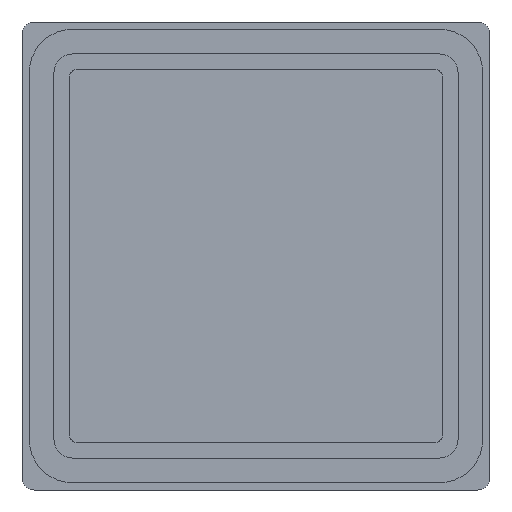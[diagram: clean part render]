
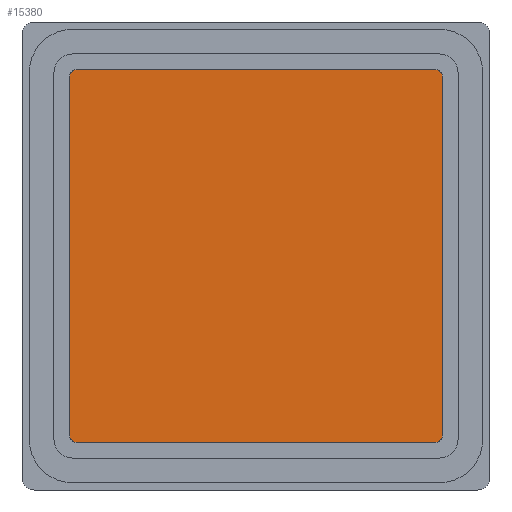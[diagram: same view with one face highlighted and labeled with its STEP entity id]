
A CAD part, front view. The second image highlights one B-rep face of the part: STEP entity #15380.
In plain terms, the highlighted planar face has unit normal (0, -1, 0).
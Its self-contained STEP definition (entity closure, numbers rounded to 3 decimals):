
#539 = EDGE_CURVE ( 'NONE', #10472, #15219, #6853, .T. ) ;
#768 = CARTESIAN_POINT ( 'NONE',  ( -14.65, 0.4, 15.15 ) ) ;
#1572 = ORIENTED_EDGE ( 'NONE', *, *, #9498, .F. ) ;
#1674 = AXIS2_PLACEMENT_3D ( 'NONE', #11142, #15132, #16422 ) ;
#1957 = ORIENTED_EDGE ( 'NONE', *, *, #16812, .T. ) ;
#1966 = CARTESIAN_POINT ( 'NONE',  ( 15.15, 0.4, -14.65 ) ) ;
#2447 = VECTOR ( 'NONE', #8254, 1000. ) ;
#2741 = CARTESIAN_POINT ( 'NONE',  ( 0., 0.4, 0. ) ) ;
#2934 = EDGE_LOOP ( 'NONE', ( #12668, #16835, #15919, #1957, #1572, #10566, #12111, #7888 ) ) ;
#3534 = CARTESIAN_POINT ( 'NONE',  ( 14.65, 0.4, -14.65 ) ) ;
#3638 = DIRECTION ( 'NONE',  ( -1., 0., 0. ) ) ;
#3775 = VERTEX_POINT ( 'NONE', #1966 ) ;
#3824 = VERTEX_POINT ( 'NONE', #8787 ) ;
#3847 = VECTOR ( 'NONE', #3638, 1000. ) ;
#4082 = VERTEX_POINT ( 'NONE', #13106 ) ;
#4681 = AXIS2_PLACEMENT_3D ( 'NONE', #9489, #5754, #13563 ) ;
#4841 = DIRECTION ( 'NONE',  ( 0., 0., 1. ) ) ;
#5754 = DIRECTION ( 'NONE',  ( 0., -1., 0. ) ) ;
#5902 = LINE ( 'NONE', #14944, #2447 ) ;
#5974 = DIRECTION ( 'NONE',  ( 0., 0., -1. ) ) ;
#6061 = AXIS2_PLACEMENT_3D ( 'NONE', #8888, #7550, #11508 ) ;
#6154 = EDGE_CURVE ( 'NONE', #11563, #3824, #7005, .T. ) ;
#6195 = VECTOR ( 'NONE', #5974, 1000. ) ;
#6207 = CARTESIAN_POINT ( 'NONE',  ( -16.45, 0.4, -15.15 ) ) ;
#6256 = EDGE_CURVE ( 'NONE', #11563, #3775, #16550, .T. ) ;
#6853 = CIRCLE ( 'NONE', #1674, 0.5 ) ;
#6856 = CARTESIAN_POINT ( 'NONE',  ( -16.45, 0.4, 15.15 ) ) ;
#7005 = CIRCLE ( 'NONE', #4681, 0.5 ) ;
#7156 = CARTESIAN_POINT ( 'NONE',  ( 15.15, 0.4, 16.45 ) ) ;
#7550 = DIRECTION ( 'NONE',  ( 0., -1., 0. ) ) ;
#7888 = ORIENTED_EDGE ( 'NONE', *, *, #6154, .T. ) ;
#7938 = LINE ( 'NONE', #6207, #3847 ) ;
#8254 = DIRECTION ( 'NONE',  ( 0., 0., 1. ) ) ;
#8787 = CARTESIAN_POINT ( 'NONE',  ( 14.65, 0.4, 15.15 ) ) ;
#8888 = CARTESIAN_POINT ( 'NONE',  ( -14.65, 0.4, -14.65 ) ) ;
#9489 = CARTESIAN_POINT ( 'NONE',  ( 14.65, 0.4, 14.65 ) ) ;
#9498 = EDGE_CURVE ( 'NONE', #15620, #13499, #7938, .T. ) ;
#9744 = CIRCLE ( 'NONE', #6061, 0.5 ) ;
#9787 = EDGE_CURVE ( 'NONE', #4082, #15219, #5902, .T. ) ;
#10472 = VERTEX_POINT ( 'NONE', #768 ) ;
#10566 = ORIENTED_EDGE ( 'NONE', *, *, #11268, .T. ) ;
#10630 = DIRECTION ( 'NONE',  ( 0., 1., 0. ) ) ;
#11142 = CARTESIAN_POINT ( 'NONE',  ( -14.65, 0.4, 14.65 ) ) ;
#11268 = EDGE_CURVE ( 'NONE', #15620, #3775, #13369, .T. ) ;
#11435 = CARTESIAN_POINT ( 'NONE',  ( -15.15, 0.4, 14.65 ) ) ;
#11508 = DIRECTION ( 'NONE',  ( 0., 0., 1. ) ) ;
#11563 = VERTEX_POINT ( 'NONE', #15371 ) ;
#12111 = ORIENTED_EDGE ( 'NONE', *, *, #6256, .F. ) ;
#12195 = LINE ( 'NONE', #6856, #13198 ) ;
#12628 = DIRECTION ( 'NONE',  ( 0., -1., 0. ) ) ;
#12668 = ORIENTED_EDGE ( 'NONE', *, *, #16589, .F. ) ;
#12983 = CARTESIAN_POINT ( 'NONE',  ( 14.65, 0.4, -15.15 ) ) ;
#13023 = AXIS2_PLACEMENT_3D ( 'NONE', #2741, #10630, #13139 ) ;
#13106 = CARTESIAN_POINT ( 'NONE',  ( -15.15, 0.4, -14.65 ) ) ;
#13139 = DIRECTION ( 'NONE',  ( 0., 0., 1. ) ) ;
#13198 = VECTOR ( 'NONE', #14568, 1000. ) ;
#13369 = CIRCLE ( 'NONE', #15395, 0.5 ) ;
#13499 = VERTEX_POINT ( 'NONE', #15629 ) ;
#13563 = DIRECTION ( 'NONE',  ( 0., 0., 1. ) ) ;
#13823 = FACE_OUTER_BOUND ( 'NONE', #2934, .T. ) ;
#14326 = PLANE ( 'NONE',  #13023 ) ;
#14568 = DIRECTION ( 'NONE',  ( 1., 0., 0. ) ) ;
#14944 = CARTESIAN_POINT ( 'NONE',  ( -15.15, 0.4, 16.45 ) ) ;
#15132 = DIRECTION ( 'NONE',  ( 0., -1., 0. ) ) ;
#15219 = VERTEX_POINT ( 'NONE', #11435 ) ;
#15371 = CARTESIAN_POINT ( 'NONE',  ( 15.15, 0.4, 14.65 ) ) ;
#15380 = ADVANCED_FACE ( 'NONE', ( #13823 ), #14326, .F. ) ;
#15395 = AXIS2_PLACEMENT_3D ( 'NONE', #3534, #12628, #4841 ) ;
#15620 = VERTEX_POINT ( 'NONE', #12983 ) ;
#15629 = CARTESIAN_POINT ( 'NONE',  ( -14.65, 0.4, -15.15 ) ) ;
#15919 = ORIENTED_EDGE ( 'NONE', *, *, #9787, .F. ) ;
#16422 = DIRECTION ( 'NONE',  ( 0., 0., 1. ) ) ;
#16550 = LINE ( 'NONE', #7156, #6195 ) ;
#16589 = EDGE_CURVE ( 'NONE', #10472, #3824, #12195, .T. ) ;
#16812 = EDGE_CURVE ( 'NONE', #4082, #13499, #9744, .T. ) ;
#16835 = ORIENTED_EDGE ( 'NONE', *, *, #539, .T. ) ;
